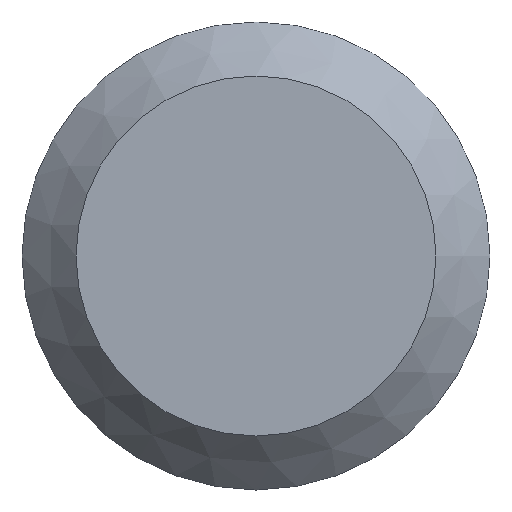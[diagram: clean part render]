
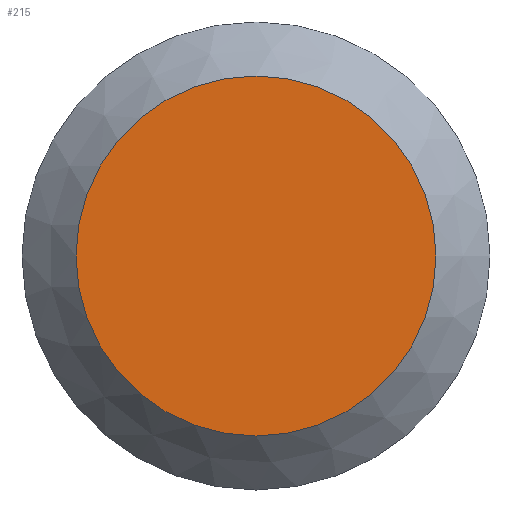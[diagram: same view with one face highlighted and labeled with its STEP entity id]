
A CAD part, left-side view. The second image highlights one B-rep face of the part: STEP entity #215.
In plain terms, the highlighted face is planar.
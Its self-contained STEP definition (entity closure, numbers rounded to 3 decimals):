
#30=PLANE('',#266);
#44=FACE_OUTER_BOUND('',#58,.T.);
#58=EDGE_LOOP('',(#194));
#94=CIRCLE('',#263,10.);
#111=VERTEX_POINT('',#410);
#138=EDGE_CURVE('',#111,#111,#94,.T.);
#194=ORIENTED_EDGE('',*,*,#138,.F.);
#215=ADVANCED_FACE('',(#44),#30,.F.);
#263=AXIS2_PLACEMENT_3D('',#412,#342,#343);
#266=AXIS2_PLACEMENT_3D('',#417,#349,#350);
#342=DIRECTION('center_axis',(0.,0.,1.));
#343=DIRECTION('ref_axis',(1.,0.,0.));
#349=DIRECTION('center_axis',(0.,0.,1.));
#350=DIRECTION('ref_axis',(1.,0.,0.));
#410=CARTESIAN_POINT('',(-110.,200.,0.));
#412=CARTESIAN_POINT('Origin',(-100.,200.,0.));
#417=CARTESIAN_POINT('Origin',(-100.,200.,0.));
